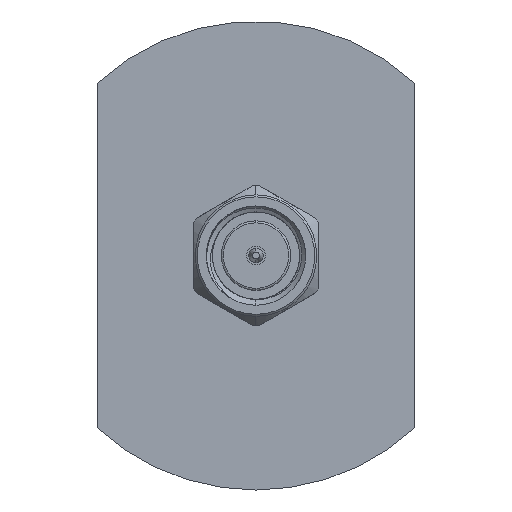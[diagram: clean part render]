
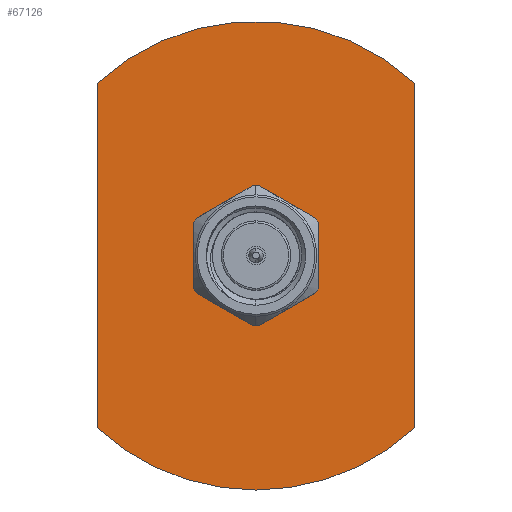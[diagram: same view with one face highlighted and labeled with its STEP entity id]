
A CAD part, left-side view. The second image highlights one B-rep face of the part: STEP entity #67126.
In plain terms, the highlighted planar face has unit normal (-1, 0, 0).
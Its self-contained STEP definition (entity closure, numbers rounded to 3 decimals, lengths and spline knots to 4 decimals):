
#795 = DIRECTION ( 'NONE',  ( 1., 0., 0. ) ) ;
#2707 = ORIENTED_EDGE ( 'NONE', *, *, #3346, .F. ) ;
#3244 = VERTEX_POINT ( 'NONE', #10474 ) ;
#3346 = EDGE_CURVE ( 'NONE', #66258, #6142, #33320, .T. ) ;
#3455 = DIRECTION ( 'NONE',  ( 1., 0., 0. ) ) ;
#3550 = CARTESIAN_POINT ( 'NONE',  ( -1.93, 0.4, 0.59 ) ) ;
#4859 = DIRECTION ( 'NONE',  ( 1., 0., 0. ) ) ;
#6007 = CIRCLE ( 'NONE', #36052, 0.59 ) ;
#6142 = VERTEX_POINT ( 'NONE', #61093 ) ;
#8373 = CARTESIAN_POINT ( 'NONE',  ( -1.93, 0., -0.59 ) ) ;
#8630 = EDGE_LOOP ( 'NONE', ( #2707, #33451, #60242, #23512, #35334 ) ) ;
#10474 = CARTESIAN_POINT ( 'NONE',  ( -1.93, -0.4, -0.4337 ) ) ;
#10508 = ORIENTED_EDGE ( 'NONE', *, *, #51099, .F. ) ;
#10587 = CARTESIAN_POINT ( 'NONE',  ( -1.93, 0.4, -0.4337 ) ) ;
#10768 = VERTEX_POINT ( 'NONE', #56380 ) ;
#13142 = CIRCLE ( 'NONE', #52239, 0.135 ) ;
#16105 = DIRECTION ( 'NONE',  ( 0., 0., -1. ) ) ;
#16690 = DIRECTION ( 'NONE',  ( 0., 0., -1. ) ) ;
#20947 = CARTESIAN_POINT ( 'NONE',  ( -1.93, 0., 0. ) ) ;
#22105 = EDGE_CURVE ( 'NONE', #66100, #52554, #6007, .T. ) ;
#22990 = VECTOR ( 'NONE', #25806, 39.3701 ) ;
#23125 = AXIS2_PLACEMENT_3D ( 'NONE', #3550, #60751, #34842 ) ;
#23512 = ORIENTED_EDGE ( 'NONE', *, *, #32417, .F. ) ;
#25806 = DIRECTION ( 'NONE',  ( 0., 0., 1. ) ) ;
#26497 = AXIS2_PLACEMENT_3D ( 'NONE', #48436, #32369, #16690 ) ;
#27973 = AXIS2_PLACEMENT_3D ( 'NONE', #20947, #4859, #16105 ) ;
#28293 = VERTEX_POINT ( 'NONE', #38345 ) ;
#29477 = CARTESIAN_POINT ( 'NONE',  ( -1.93, 0., 0. ) ) ;
#30248 = FACE_BOUND ( 'NONE', #51243, .T. ) ;
#32369 = DIRECTION ( 'NONE',  ( -1., 0., 0. ) ) ;
#32417 = EDGE_CURVE ( 'NONE', #3244, #66100, #61970, .T. ) ;
#33320 = CIRCLE ( 'NONE', #55224, 0.59 ) ;
#33451 = ORIENTED_EDGE ( 'NONE', *, *, #44656, .F. ) ;
#34842 = DIRECTION ( 'NONE',  ( 0., 0., -1. ) ) ;
#35334 = ORIENTED_EDGE ( 'NONE', *, *, #61998, .T. ) ;
#36052 = AXIS2_PLACEMENT_3D ( 'NONE', #58469, #795, #48153 ) ;
#38345 = CARTESIAN_POINT ( 'NONE',  ( -1.93, 0., -0.135 ) ) ;
#40268 = DIRECTION ( 'NONE',  ( 0., 0., -1. ) ) ;
#42547 = FACE_OUTER_BOUND ( 'NONE', #8630, .T. ) ;
#43013 = ORIENTED_EDGE ( 'NONE', *, *, #59876, .F. ) ;
#44656 = EDGE_CURVE ( 'NONE', #52554, #66258, #50978, .T. ) ;
#45137 = CARTESIAN_POINT ( 'NONE',  ( -1.93, -0.4, 0.59 ) ) ;
#46948 = DIRECTION ( 'NONE',  ( 0., 0., -1. ) ) ;
#48153 = DIRECTION ( 'NONE',  ( 0., 0., -1. ) ) ;
#48436 = CARTESIAN_POINT ( 'NONE',  ( -1.93, 0., 0. ) ) ;
#50978 = LINE ( 'NONE', #62956, #22990 ) ;
#51099 = EDGE_CURVE ( 'NONE', #28293, #10768, #13142, .T. ) ;
#51243 = EDGE_LOOP ( 'NONE', ( #10508, #43013 ) ) ;
#52239 = AXIS2_PLACEMENT_3D ( 'NONE', #57258, #62495, #46948 ) ;
#52554 = VERTEX_POINT ( 'NONE', #10587 ) ;
#55163 = VECTOR ( 'NONE', #60248, 39.3701 ) ;
#55224 = AXIS2_PLACEMENT_3D ( 'NONE', #29477, #3455, #40268 ) ;
#55492 = PLANE ( 'NONE',  #23125 ) ;
#56380 = CARTESIAN_POINT ( 'NONE',  ( -1.93, 0., 0.135 ) ) ;
#57258 = CARTESIAN_POINT ( 'NONE',  ( -1.93, 0., 0. ) ) ;
#58469 = CARTESIAN_POINT ( 'NONE',  ( -1.93, 0., 0. ) ) ;
#59876 = EDGE_CURVE ( 'NONE', #10768, #28293, #60338, .T. ) ;
#60242 = ORIENTED_EDGE ( 'NONE', *, *, #22105, .F. ) ;
#60248 = DIRECTION ( 'NONE',  ( 0., 0., 1. ) ) ;
#60338 = CIRCLE ( 'NONE', #26497, 0.135 ) ;
#60751 = DIRECTION ( 'NONE',  ( 1., 0., 0. ) ) ;
#61093 = CARTESIAN_POINT ( 'NONE',  ( -1.93, -0.4, 0.4337 ) ) ;
#61970 = CIRCLE ( 'NONE', #27973, 0.59 ) ;
#61998 = EDGE_CURVE ( 'NONE', #3244, #6142, #65035, .T. ) ;
#62495 = DIRECTION ( 'NONE',  ( -1., 0., 0. ) ) ;
#62956 = CARTESIAN_POINT ( 'NONE',  ( -1.93, 0.4, 0.59 ) ) ;
#64167 = CARTESIAN_POINT ( 'NONE',  ( -1.93, 0.4, 0.4337 ) ) ;
#65035 = LINE ( 'NONE', #45137, #55163 ) ;
#66100 = VERTEX_POINT ( 'NONE', #8373 ) ;
#66258 = VERTEX_POINT ( 'NONE', #64167 ) ;
#67126 = ADVANCED_FACE ( 'NONE', ( #30248, #42547 ), #55492, .F. ) ;
